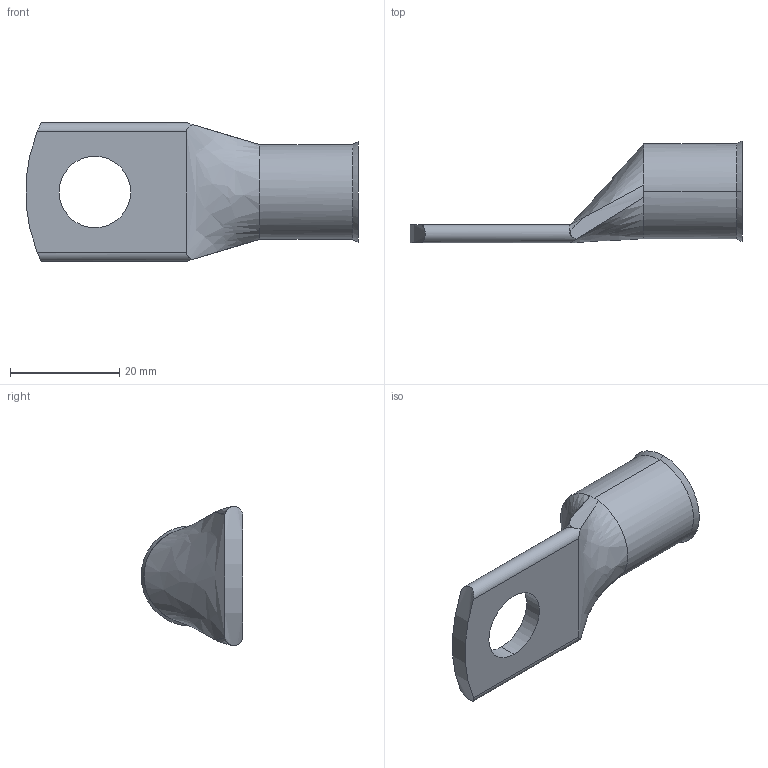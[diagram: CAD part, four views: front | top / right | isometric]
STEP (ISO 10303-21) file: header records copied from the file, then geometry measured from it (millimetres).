
FILE_DESCRIPTION (( 'STEP AP214' ), '1' );
FILE_NAME ('MD4012P(1).STEP', '2022-06-27T10:53:34', ( '' ), ( '' ), 'SwSTEP 2.0', 'SolidWorks 2021', '' );
FILE_SCHEMA (( 'AUTOMOTIVE_DESIGN' ));
Length unit declared in the file: inch
Products named in the file (1): MD4012P(1)
Bounding box: 60.81 x 18.63 x 25.4 mm (x, y, z)
Volume: 4564.2 mm3; surface area: 4791.1 mm2
Topology: 1 solids, 1 shells, 29 faces, 75 edges, 49 vertices
Faces by surface type: cylinder 10, bspline 10, plane 5, cone 4
Entity records: 5141 total; most frequent: CARTESIAN_POINT 4464, ORIENTED_EDGE 150, DIRECTION 101, EDGE_CURVE 75, VERTEX_POINT 49, AXIS2_PLACEMENT_3D 38, B_SPLINE_CURVE_WITH_KNOTS 32, EDGE_LOOP 32
